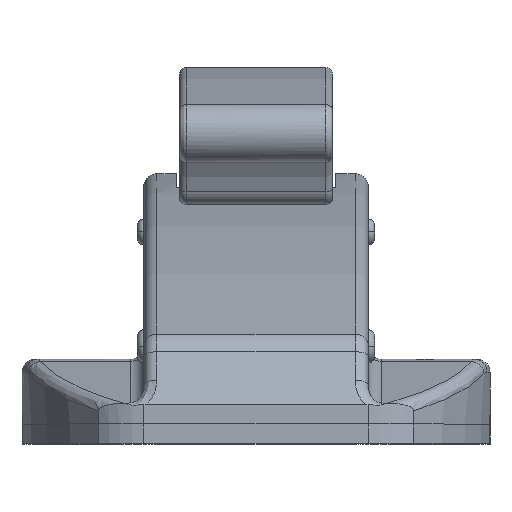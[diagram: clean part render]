
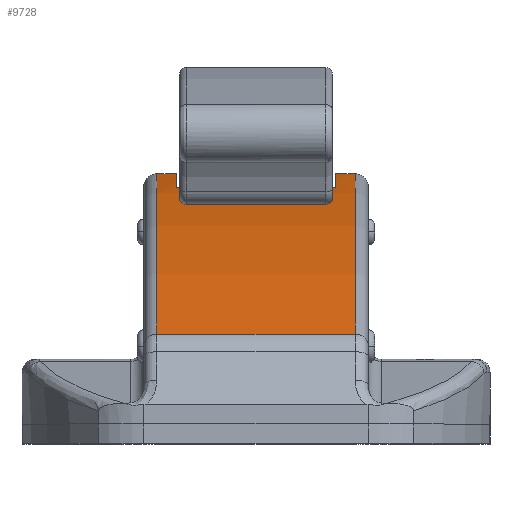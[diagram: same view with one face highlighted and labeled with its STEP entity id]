
A CAD part, top view. The second image highlights one B-rep face of the part: STEP entity #9728.
In plain terms, the highlighted cylindrical face has radius 311.82 mm (diameter 623.641 mm), a partial arc.
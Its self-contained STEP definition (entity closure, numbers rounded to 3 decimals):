
#204 = ORIENTED_EDGE ( 'NONE', *, *, #6422, .T. ) ;
#350 = CARTESIAN_POINT ( 'NONE',  ( 17.262, 13.828, 41.953 ) ) ;
#553 = VERTEX_POINT ( 'NONE', #3321 ) ;
#1348 = VECTOR ( 'NONE', #17984, 1000. ) ;
#1732 = ORIENTED_EDGE ( 'NONE', *, *, #19149, .F. ) ;
#1954 = DIRECTION ( 'NONE',  ( 0., 0., 1. ) ) ;
#2656 = EDGE_CURVE ( 'NONE', #7292, #9676, #17456, .T. ) ;
#3321 = CARTESIAN_POINT ( 'NONE',  ( -15.262, 13.828, 41.953 ) ) ;
#3880 = ORIENTED_EDGE ( 'NONE', *, *, #10723, .F. ) ;
#4141 = CARTESIAN_POINT ( 'NONE',  ( 17.262, -272.321, -81.946 ) ) ;
#4257 = EDGE_CURVE ( 'NONE', #15772, #553, #15175, .T. ) ;
#4545 = LINE ( 'NONE', #4791, #11058 ) ;
#4791 = CARTESIAN_POINT ( 'NONE',  ( -131.942, 36.471, -38.592 ) ) ;
#4985 = LINE ( 'NONE', #5625, #18811 ) ;
#5350 = CARTESIAN_POINT ( 'NONE',  ( 12.262, 36.471, -38.592 ) ) ;
#5542 = DIRECTION ( 'NONE',  ( -1., 0., 0. ) ) ;
#5548 = CARTESIAN_POINT ( 'NONE',  ( 15.262, 38.649, -58.936 ) ) ;
#5625 = CARTESIAN_POINT ( 'NONE',  ( 17.262, 38.649, -58.936 ) ) ;
#6257 = DIRECTION ( 'NONE',  ( -1., 0., 0. ) ) ;
#6422 = EDGE_CURVE ( 'NONE', #9474, #15772, #4985, .T. ) ;
#6735 = ORIENTED_EDGE ( 'NONE', *, *, #4257, .T. ) ;
#7292 = VERTEX_POINT ( 'NONE', #5548 ) ;
#7404 = EDGE_CURVE ( 'NONE', #22415, #7292, #11741, .T. ) ;
#7769 = DIRECTION ( 'NONE',  ( 0., 0., 1. ) ) ;
#8002 = AXIS2_PLACEMENT_3D ( 'NONE', #4141, #6257, #7769 ) ;
#8299 = CARTESIAN_POINT ( 'NONE',  ( 12.262, -272.321, -81.946 ) ) ;
#8512 = DIRECTION ( 'NONE',  ( 1., 0., 0. ) ) ;
#8689 = CARTESIAN_POINT ( 'NONE',  ( 17.262, 38.649, -58.936 ) ) ;
#8896 = CARTESIAN_POINT ( 'NONE',  ( -12.262, 38.649, -58.936 ) ) ;
#9069 = DIRECTION ( 'NONE',  ( 1., 0., 0. ) ) ;
#9202 = AXIS2_PLACEMENT_3D ( 'NONE', #21904, #9069, #1954 ) ;
#9279 = CARTESIAN_POINT ( 'NONE',  ( -12.262, 36.471, -38.592 ) ) ;
#9474 = VERTEX_POINT ( 'NONE', #8896 ) ;
#9676 = VERTEX_POINT ( 'NONE', #15141 ) ;
#9728 = ADVANCED_FACE ( 'NONE', ( #12528 ), #20387, .T. ) ;
#10723 = EDGE_CURVE ( 'NONE', #21839, #20469, #4545, .T. ) ;
#11058 = VECTOR ( 'NONE', #8512, 1000. ) ;
#11741 = CIRCLE ( 'NONE', #22491, 311.82 ) ;
#11873 = CARTESIAN_POINT ( 'NONE',  ( 15.262, -272.321, -81.946 ) ) ;
#12174 = EDGE_CURVE ( 'NONE', #20469, #9676, #22588, .T. ) ;
#12528 = FACE_OUTER_BOUND ( 'NONE', #21684, .T. ) ;
#12562 = CIRCLE ( 'NONE', #9202, 311.82 ) ;
#12607 = DIRECTION ( 'NONE',  ( 0., 0., 1. ) ) ;
#12928 = DIRECTION ( 'NONE',  ( -1., 0., 0. ) ) ;
#13021 = ORIENTED_EDGE ( 'NONE', *, *, #2656, .T. ) ;
#13283 = ORIENTED_EDGE ( 'NONE', *, *, #14573, .F. ) ;
#14346 = AXIS2_PLACEMENT_3D ( 'NONE', #14370, #23415, #12607 ) ;
#14370 = CARTESIAN_POINT ( 'NONE',  ( -15.262, -272.321, -81.946 ) ) ;
#14573 = EDGE_CURVE ( 'NONE', #22415, #553, #18997, .T. ) ;
#14785 = VECTOR ( 'NONE', #12928, 1000. ) ;
#15141 = CARTESIAN_POINT ( 'NONE',  ( 12.262, 38.649, -58.936 ) ) ;
#15175 = CIRCLE ( 'NONE', #14346, 311.82 ) ;
#15772 = VERTEX_POINT ( 'NONE', #23133 ) ;
#16228 = AXIS2_PLACEMENT_3D ( 'NONE', #8299, #17140, #22598 ) ;
#16330 = ORIENTED_EDGE ( 'NONE', *, *, #7404, .T. ) ;
#17140 = DIRECTION ( 'NONE',  ( -1., 0., 0. ) ) ;
#17304 = DIRECTION ( 'NONE',  ( -1., 0., 0. ) ) ;
#17456 = LINE ( 'NONE', #8689, #1348 ) ;
#17984 = DIRECTION ( 'NONE',  ( -1., 0., 0. ) ) ;
#18811 = VECTOR ( 'NONE', #5542, 1000. ) ;
#18952 = DIRECTION ( 'NONE',  ( 0., 0., 1. ) ) ;
#18997 = LINE ( 'NONE', #350, #14785 ) ;
#19149 = EDGE_CURVE ( 'NONE', #9474, #21839, #12562, .T. ) ;
#19761 = ORIENTED_EDGE ( 'NONE', *, *, #12174, .F. ) ;
#20387 = CYLINDRICAL_SURFACE ( 'NONE', #8002, 311.82 ) ;
#20469 = VERTEX_POINT ( 'NONE', #5350 ) ;
#20970 = CARTESIAN_POINT ( 'NONE',  ( 15.262, 13.828, 41.953 ) ) ;
#21684 = EDGE_LOOP ( 'NONE', ( #13283, #16330, #13021, #19761, #3880, #1732, #204, #6735 ) ) ;
#21839 = VERTEX_POINT ( 'NONE', #9279 ) ;
#21904 = CARTESIAN_POINT ( 'NONE',  ( -12.262, -272.321, -81.946 ) ) ;
#22415 = VERTEX_POINT ( 'NONE', #20970 ) ;
#22491 = AXIS2_PLACEMENT_3D ( 'NONE', #11873, #17304, #18952 ) ;
#22588 = CIRCLE ( 'NONE', #16228, 311.82 ) ;
#22598 = DIRECTION ( 'NONE',  ( 0., 0., 1. ) ) ;
#23133 = CARTESIAN_POINT ( 'NONE',  ( -15.262, 38.649, -58.936 ) ) ;
#23415 = DIRECTION ( 'NONE',  ( 1., 0., 0. ) ) ;
